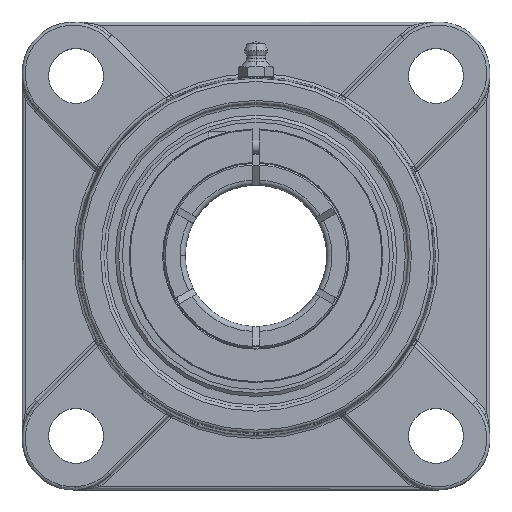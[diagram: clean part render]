
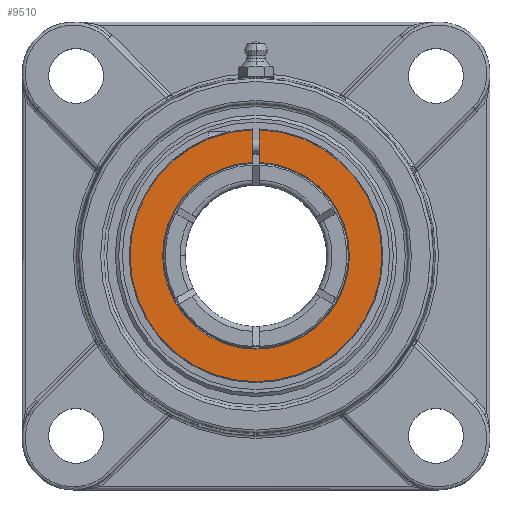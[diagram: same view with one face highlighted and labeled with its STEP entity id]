
A CAD part, top view. The second image highlights one B-rep face of the part: STEP entity #9510.
In plain terms, the highlighted planar face has unit normal (0, 0, 1).
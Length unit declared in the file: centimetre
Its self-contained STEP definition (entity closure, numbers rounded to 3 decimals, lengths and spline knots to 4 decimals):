
#9426=CARTESIAN_POINT('',(0.1,2.7232,1.1));
#9427=VERTEX_POINT('',#9426);
#9434=CARTESIAN_POINT('',(0.1,3.6736,1.1));
#9435=VERTEX_POINT('',#9434);
#9436=CARTESIAN_POINT('',(0.1,12346.2498,1.1));
#9437=DIRECTION('',(0.,-1.,0.));
#9438=VECTOR('',#9437,24690.);
#9439=LINE('',#9436,#9438);
#9440=EDGE_CURVE('',#9435,#9427,#9439,.T.);
#9457=CARTESIAN_POINT('',(-0.1,3.6736,1.1));
#9458=VERTEX_POINT('',#9457);
#9476=CARTESIAN_POINT('',(0.,0.,1.1));
#9477=DIRECTION('',(0.,-0.,-1.));
#9478=DIRECTION('',(0.,-1.,0.));
#9479=AXIS2_PLACEMENT_3D('',#9476,#9477,#9478);
#9480=CIRCLE('',#9479,3.675);
#9481=EDGE_CURVE('',#9435,#9458,#9480,.T.);
#9486=CARTESIAN_POINT('',(0.,0.,1.1));
#9487=DIRECTION('',(0.,0.,1.));
#9488=DIRECTION('',(1.,0.,0.));
#9489=AXIS2_PLACEMENT_3D('',#9486,#9487,#9488);
#9490=PLANE('',#9489);
#9491=ORIENTED_EDGE('',*,*,#9481,.F.);
#9492=ORIENTED_EDGE('',*,*,#9440,.T.);
#9493=CARTESIAN_POINT('',(-0.1,2.7232,1.1));
#9494=VERTEX_POINT('',#9493);
#9495=CARTESIAN_POINT('',(0.,0.,1.1));
#9496=DIRECTION('',(0.,0.,1.));
#9497=DIRECTION('',(-0.,-1.,0.));
#9498=AXIS2_PLACEMENT_3D('',#9495,#9496,#9497);
#9499=CIRCLE('',#9498,2.725);
#9500=EDGE_CURVE('',#9494,#9427,#9499,.T.);
#9501=ORIENTED_EDGE('',*,*,#9500,.F.);
#9502=CARTESIAN_POINT('',(-0.1,-12343.7502,1.1));
#9503=DIRECTION('',(-0.,1.,0.));
#9504=VECTOR('',#9503,24690.);
#9505=LINE('',#9502,#9504);
#9506=EDGE_CURVE('',#9494,#9458,#9505,.T.);
#9507=ORIENTED_EDGE('',*,*,#9506,.T.);
#9508=EDGE_LOOP('',(#9491,#9492,#9501,#9507));
#9509=FACE_BOUND('',#9508,.T.);
#9510=ADVANCED_FACE('',(#9509),#9490,.T.);
